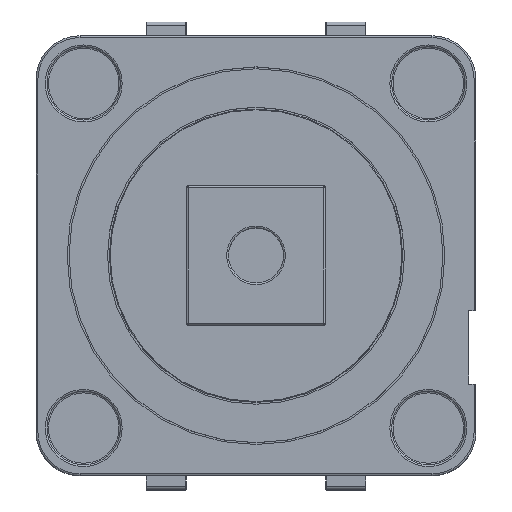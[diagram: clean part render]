
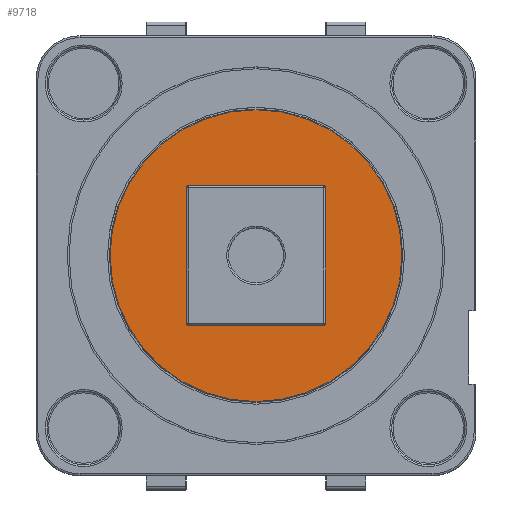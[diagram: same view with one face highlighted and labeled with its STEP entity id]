
A CAD part, top view. The second image highlights one B-rep face of the part: STEP entity #9718.
In plain terms, the highlighted planar face has unit normal (0, 0, 1).
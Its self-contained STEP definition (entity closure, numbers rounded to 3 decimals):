
#9653 = TOROIDAL_SURFACE('',#9654,3.98,0.02);
#9654 = AXIS2_PLACEMENT_3D('',#9655,#9656,#9657);
#9655 = CARTESIAN_POINT('',(0.,0.,-5.52));
#9656 = DIRECTION('',(-0.,0.,-1.));
#9657 = DIRECTION('',(1.,0.,0.));
#9669 = VERTEX_POINT('',#9670);
#9670 = CARTESIAN_POINT('',(3.98,0.,-5.5));
#9690 = EDGE_CURVE('',#9669,#9669,#9691,.T.);
#9691 = SURFACE_CURVE('',#9692,(#9697,#9704),.PCURVE_S1.);
#9692 = CIRCLE('',#9693,3.98);
#9693 = AXIS2_PLACEMENT_3D('',#9694,#9695,#9696);
#9694 = CARTESIAN_POINT('',(0.,0.,-5.5));
#9695 = DIRECTION('',(0.,0.,1.));
#9696 = DIRECTION('',(1.,0.,0.));
#9697 = PCURVE('',#9653,#9698);
#9698 = DEFINITIONAL_REPRESENTATION('',(#9699),#9703);
#9699 = LINE('',#9700,#9701);
#9700 = CARTESIAN_POINT('',(-0.,4.712));
#9701 = VECTOR('',#9702,1.);
#9702 = DIRECTION('',(-1.,0.));
#9703 = ( GEOMETRIC_REPRESENTATION_CONTEXT(2) 
PARAMETRIC_REPRESENTATION_CONTEXT() REPRESENTATION_CONTEXT('2D SPACE',''
  ) );
#9704 = PCURVE('',#9705,#9710);
#9705 = PLANE('',#9706);
#9706 = AXIS2_PLACEMENT_3D('',#9707,#9708,#9709);
#9707 = CARTESIAN_POINT('',(0.,0.,-5.5));
#9708 = DIRECTION('',(0.,0.,1.));
#9709 = DIRECTION('',(0.,1.,0.));
#9710 = DEFINITIONAL_REPRESENTATION('',(#9711),#9715);
#9711 = CIRCLE('',#9712,3.98);
#9712 = AXIS2_PLACEMENT_2D('',#9713,#9714);
#9713 = CARTESIAN_POINT('',(0.,0.));
#9714 = DIRECTION('',(0.,-1.));
#9715 = ( GEOMETRIC_REPRESENTATION_CONTEXT(2) 
PARAMETRIC_REPRESENTATION_CONTEXT() REPRESENTATION_CONTEXT('2D SPACE',''
  ) );
#9718 = ADVANCED_FACE('',(#9719,#9722),#9705,.T.);
#9719 = FACE_BOUND('',#9720,.T.);
#9720 = EDGE_LOOP('',(#9721));
#9721 = ORIENTED_EDGE('',*,*,#9690,.T.);
#9722 = FACE_BOUND('',#9723,.T.);
#9723 = EDGE_LOOP('',(#9724,#9752,#9780,#9806));
#9724 = ORIENTED_EDGE('',*,*,#9725,.T.);
#9725 = EDGE_CURVE('',#9726,#9728,#9730,.T.);
#9726 = VERTEX_POINT('',#9727);
#9727 = CARTESIAN_POINT('',(-1.5,1.9,-5.5));
#9728 = VERTEX_POINT('',#9729);
#9729 = CARTESIAN_POINT('',(1.5,1.9,-5.5));
#9730 = SURFACE_CURVE('',#9731,(#9735,#9741),.PCURVE_S1.);
#9731 = LINE('',#9732,#9733);
#9732 = CARTESIAN_POINT('',(0.95,1.9,-5.5));
#9733 = VECTOR('',#9734,1.);
#9734 = DIRECTION('',(1.,0.,0.));
#9735 = PCURVE('',#9705,#9736);
#9736 = DEFINITIONAL_REPRESENTATION('',(#9737),#9740);
#9737 = B_SPLINE_CURVE_WITH_KNOTS('',1,(#9738,#9739),.UNSPECIFIED.,.F.,
  .F.,(2,2),(-2.85,0.95),.PIECEWISE_BEZIER_KNOTS.);
#9738 = CARTESIAN_POINT('',(1.9,1.9));
#9739 = CARTESIAN_POINT('',(1.9,-1.9));
#9740 = ( GEOMETRIC_REPRESENTATION_CONTEXT(2) 
PARAMETRIC_REPRESENTATION_CONTEXT() REPRESENTATION_CONTEXT('2D SPACE',''
  ) );
#9741 = PCURVE('',#9742,#9747);
#9742 = PLANE('',#9743);
#9743 = AXIS2_PLACEMENT_3D('',#9744,#9745,#9746);
#9744 = CARTESIAN_POINT('',(1.9,1.9,-1.8));
#9745 = DIRECTION('',(0.,1.,0.));
#9746 = DIRECTION('',(-1.,0.,0.));
#9747 = DEFINITIONAL_REPRESENTATION('',(#9748),#9751);
#9748 = B_SPLINE_CURVE_WITH_KNOTS('',1,(#9749,#9750),.UNSPECIFIED.,.F.,
  .F.,(2,2),(-2.85,0.95),.PIECEWISE_BEZIER_KNOTS.);
#9749 = CARTESIAN_POINT('',(3.8,-3.7));
#9750 = CARTESIAN_POINT('',(0.,-3.7));
#9751 = ( GEOMETRIC_REPRESENTATION_CONTEXT(2) 
PARAMETRIC_REPRESENTATION_CONTEXT() REPRESENTATION_CONTEXT('2D SPACE',''
  ) );
#9752 = ORIENTED_EDGE('',*,*,#9753,.F.);
#9753 = EDGE_CURVE('',#9754,#9728,#9756,.T.);
#9754 = VERTEX_POINT('',#9755);
#9755 = CARTESIAN_POINT('',(1.5,-1.9,-5.5));
#9756 = SURFACE_CURVE('',#9757,(#9761,#9768),.PCURVE_S1.);
#9757 = LINE('',#9758,#9759);
#9758 = CARTESIAN_POINT('',(1.5,-1.9,-5.5));
#9759 = VECTOR('',#9760,1.);
#9760 = DIRECTION('',(0.,1.,0.));
#9761 = PCURVE('',#9705,#9762);
#9762 = DEFINITIONAL_REPRESENTATION('',(#9763),#9767);
#9763 = LINE('',#9764,#9765);
#9764 = CARTESIAN_POINT('',(-1.9,-1.5));
#9765 = VECTOR('',#9766,1.);
#9766 = DIRECTION('',(1.,0.));
#9767 = ( GEOMETRIC_REPRESENTATION_CONTEXT(2) 
PARAMETRIC_REPRESENTATION_CONTEXT() REPRESENTATION_CONTEXT('2D SPACE',''
  ) );
#9768 = PCURVE('',#9769,#9774);
#9769 = PLANE('',#9770);
#9770 = AXIS2_PLACEMENT_3D('',#9771,#9772,#9773);
#9771 = CARTESIAN_POINT('',(1.5,-1.9,-4.5));
#9772 = DIRECTION('',(-1.,0.,0.));
#9773 = DIRECTION('',(0.,0.,-1.));
#9774 = DEFINITIONAL_REPRESENTATION('',(#9775),#9779);
#9775 = LINE('',#9776,#9777);
#9776 = CARTESIAN_POINT('',(1.,0.));
#9777 = VECTOR('',#9778,1.);
#9778 = DIRECTION('',(0.,-1.));
#9779 = ( GEOMETRIC_REPRESENTATION_CONTEXT(2) 
PARAMETRIC_REPRESENTATION_CONTEXT() REPRESENTATION_CONTEXT('2D SPACE',''
  ) );
#9780 = ORIENTED_EDGE('',*,*,#9781,.T.);
#9781 = EDGE_CURVE('',#9754,#9782,#9784,.T.);
#9782 = VERTEX_POINT('',#9783);
#9783 = CARTESIAN_POINT('',(-1.5,-1.9,-5.5));
#9784 = SURFACE_CURVE('',#9785,(#9789,#9795),.PCURVE_S1.);
#9785 = LINE('',#9786,#9787);
#9786 = CARTESIAN_POINT('',(-0.95,-1.9,-5.5));
#9787 = VECTOR('',#9788,1.);
#9788 = DIRECTION('',(-1.,0.,0.));
#9789 = PCURVE('',#9705,#9790);
#9790 = DEFINITIONAL_REPRESENTATION('',(#9791),#9794);
#9791 = B_SPLINE_CURVE_WITH_KNOTS('',1,(#9792,#9793),.UNSPECIFIED.,.F.,
  .F.,(2,2),(-2.85,0.95),.PIECEWISE_BEZIER_KNOTS.);
#9792 = CARTESIAN_POINT('',(-1.9,-1.9));
#9793 = CARTESIAN_POINT('',(-1.9,1.9));
#9794 = ( GEOMETRIC_REPRESENTATION_CONTEXT(2) 
PARAMETRIC_REPRESENTATION_CONTEXT() REPRESENTATION_CONTEXT('2D SPACE',''
  ) );
#9795 = PCURVE('',#9796,#9801);
#9796 = PLANE('',#9797);
#9797 = AXIS2_PLACEMENT_3D('',#9798,#9799,#9800);
#9798 = CARTESIAN_POINT('',(-1.9,-1.9,-1.8));
#9799 = DIRECTION('',(0.,-1.,0.));
#9800 = DIRECTION('',(1.,0.,0.));
#9801 = DEFINITIONAL_REPRESENTATION('',(#9802),#9805);
#9802 = B_SPLINE_CURVE_WITH_KNOTS('',1,(#9803,#9804),.UNSPECIFIED.,.F.,
  .F.,(2,2),(-2.85,0.95),.PIECEWISE_BEZIER_KNOTS.);
#9803 = CARTESIAN_POINT('',(3.8,-3.7));
#9804 = CARTESIAN_POINT('',(0.,-3.7));
#9805 = ( GEOMETRIC_REPRESENTATION_CONTEXT(2) 
PARAMETRIC_REPRESENTATION_CONTEXT() REPRESENTATION_CONTEXT('2D SPACE',''
  ) );
#9806 = ORIENTED_EDGE('',*,*,#9807,.T.);
#9807 = EDGE_CURVE('',#9782,#9726,#9808,.T.);
#9808 = SURFACE_CURVE('',#9809,(#9813,#9820),.PCURVE_S1.);
#9809 = LINE('',#9810,#9811);
#9810 = CARTESIAN_POINT('',(-1.5,-1.9,-5.5));
#9811 = VECTOR('',#9812,1.);
#9812 = DIRECTION('',(0.,1.,0.));
#9813 = PCURVE('',#9705,#9814);
#9814 = DEFINITIONAL_REPRESENTATION('',(#9815),#9819);
#9815 = LINE('',#9816,#9817);
#9816 = CARTESIAN_POINT('',(-1.9,1.5));
#9817 = VECTOR('',#9818,1.);
#9818 = DIRECTION('',(1.,0.));
#9819 = ( GEOMETRIC_REPRESENTATION_CONTEXT(2) 
PARAMETRIC_REPRESENTATION_CONTEXT() REPRESENTATION_CONTEXT('2D SPACE',''
  ) );
#9820 = PCURVE('',#9821,#9826);
#9821 = PLANE('',#9822);
#9822 = AXIS2_PLACEMENT_3D('',#9823,#9824,#9825);
#9823 = CARTESIAN_POINT('',(-1.5,-1.9,-4.5));
#9824 = DIRECTION('',(-1.,0.,0.));
#9825 = DIRECTION('',(0.,0.,-1.));
#9826 = DEFINITIONAL_REPRESENTATION('',(#9827),#9831);
#9827 = LINE('',#9828,#9829);
#9828 = CARTESIAN_POINT('',(1.,0.));
#9829 = VECTOR('',#9830,1.);
#9830 = DIRECTION('',(0.,-1.));
#9831 = ( GEOMETRIC_REPRESENTATION_CONTEXT(2) 
PARAMETRIC_REPRESENTATION_CONTEXT() REPRESENTATION_CONTEXT('2D SPACE',''
  ) );
